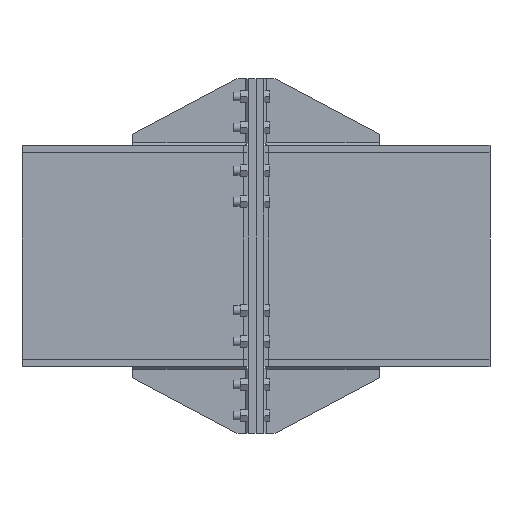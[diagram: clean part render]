
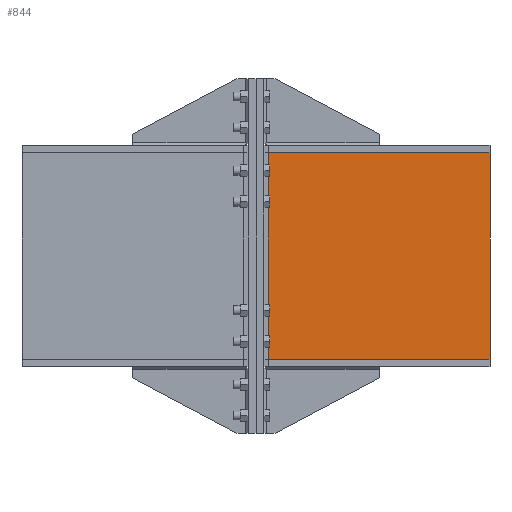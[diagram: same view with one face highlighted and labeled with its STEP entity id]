
A CAD part, left-side view. The second image highlights one B-rep face of the part: STEP entity #844.
In plain terms, the highlighted planar face has unit normal (-1, 0, 0).
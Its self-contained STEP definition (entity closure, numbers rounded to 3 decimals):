
#32 = PLANE('',#33);
#33 = AXIS2_PLACEMENT_3D('',#34,#35,#36);
#34 = CARTESIAN_POINT('',(0.,0.,0.));
#35 = DIRECTION('',(0.,1.,0.));
#36 = DIRECTION('',(0.,-0.,1.));
#141 = VERTEX_POINT('',#142);
#142 = CARTESIAN_POINT('',(-5.1,0.,-232.8));
#156 = PLANE('',#157);
#157 = AXIS2_PLACEMENT_3D('',#158,#159,#160);
#158 = CARTESIAN_POINT('',(-90.,0.,-232.8));
#159 = DIRECTION('',(0.,0.,-1.));
#160 = DIRECTION('',(1.,0.,0.));
#168 = EDGE_CURVE('',#141,#169,#171,.T.);
#169 = VERTEX_POINT('',#170);
#170 = CARTESIAN_POINT('',(-5.1,0.,232.8));
#171 = SURFACE_CURVE('',#172,(#176,#183),.PCURVE_S1.);
#172 = LINE('',#173,#174);
#173 = CARTESIAN_POINT('',(-5.1,0.,-232.8));
#174 = VECTOR('',#175,1.);
#175 = DIRECTION('',(0.,0.,1.));
#176 = PCURVE('',#32,#177);
#177 = DEFINITIONAL_REPRESENTATION('',(#178),#182);
#178 = LINE('',#179,#180);
#179 = CARTESIAN_POINT('',(-232.8,-5.1));
#180 = VECTOR('',#181,1.);
#181 = DIRECTION('',(1.,0.));
#182 = ( GEOMETRIC_REPRESENTATION_CONTEXT(2) 
PARAMETRIC_REPRESENTATION_CONTEXT() REPRESENTATION_CONTEXT('2D SPACE',''
  ) );
#183 = PCURVE('',#184,#189);
#184 = PLANE('',#185);
#185 = AXIS2_PLACEMENT_3D('',#186,#187,#188);
#186 = CARTESIAN_POINT('',(-5.1,0.,-232.8));
#187 = DIRECTION('',(1.,0.,0.));
#188 = DIRECTION('',(0.,0.,1.));
#189 = DEFINITIONAL_REPRESENTATION('',(#190),#194);
#190 = LINE('',#191,#192);
#191 = CARTESIAN_POINT('',(0.,0.));
#192 = VECTOR('',#193,1.);
#193 = DIRECTION('',(1.,0.));
#194 = ( GEOMETRIC_REPRESENTATION_CONTEXT(2) 
PARAMETRIC_REPRESENTATION_CONTEXT() REPRESENTATION_CONTEXT('2D SPACE',''
  ) );
#212 = PLANE('',#213);
#213 = AXIS2_PLACEMENT_3D('',#214,#215,#216);
#214 = CARTESIAN_POINT('',(-5.1,0.,232.8));
#215 = DIRECTION('',(0.,-0.,1.));
#216 = DIRECTION('',(-1.,0.,0.));
#796 = VERTEX_POINT('',#797);
#797 = CARTESIAN_POINT('',(-5.1,500.,-232.8));
#823 = EDGE_CURVE('',#141,#796,#824,.T.);
#824 = SURFACE_CURVE('',#825,(#829,#836),.PCURVE_S1.);
#825 = LINE('',#826,#827);
#826 = CARTESIAN_POINT('',(-5.1,0.,-232.8));
#827 = VECTOR('',#828,1.);
#828 = DIRECTION('',(0.,1.,0.));
#829 = PCURVE('',#156,#830);
#830 = DEFINITIONAL_REPRESENTATION('',(#831),#835);
#831 = LINE('',#832,#833);
#832 = CARTESIAN_POINT('',(84.9,0.));
#833 = VECTOR('',#834,1.);
#834 = DIRECTION('',(0.,-1.));
#835 = ( GEOMETRIC_REPRESENTATION_CONTEXT(2) 
PARAMETRIC_REPRESENTATION_CONTEXT() REPRESENTATION_CONTEXT('2D SPACE',''
  ) );
#836 = PCURVE('',#184,#837);
#837 = DEFINITIONAL_REPRESENTATION('',(#838),#842);
#838 = LINE('',#839,#840);
#839 = CARTESIAN_POINT('',(0.,0.));
#840 = VECTOR('',#841,1.);
#841 = DIRECTION('',(0.,-1.));
#842 = ( GEOMETRIC_REPRESENTATION_CONTEXT(2) 
PARAMETRIC_REPRESENTATION_CONTEXT() REPRESENTATION_CONTEXT('2D SPACE',''
  ) );
#844 = ADVANCED_FACE('',(#845),#184,.F.);
#845 = FACE_BOUND('',#846,.F.);
#846 = EDGE_LOOP('',(#847,#848,#876,#897));
#847 = ORIENTED_EDGE('',*,*,#823,.T.);
#848 = ORIENTED_EDGE('',*,*,#849,.T.);
#849 = EDGE_CURVE('',#796,#850,#852,.T.);
#850 = VERTEX_POINT('',#851);
#851 = CARTESIAN_POINT('',(-5.1,500.,232.8));
#852 = SURFACE_CURVE('',#853,(#857,#864),.PCURVE_S1.);
#853 = LINE('',#854,#855);
#854 = CARTESIAN_POINT('',(-5.1,500.,-232.8));
#855 = VECTOR('',#856,1.);
#856 = DIRECTION('',(0.,0.,1.));
#857 = PCURVE('',#184,#858);
#858 = DEFINITIONAL_REPRESENTATION('',(#859),#863);
#859 = LINE('',#860,#861);
#860 = CARTESIAN_POINT('',(0.,-500.));
#861 = VECTOR('',#862,1.);
#862 = DIRECTION('',(1.,0.));
#863 = ( GEOMETRIC_REPRESENTATION_CONTEXT(2) 
PARAMETRIC_REPRESENTATION_CONTEXT() REPRESENTATION_CONTEXT('2D SPACE',''
  ) );
#864 = PCURVE('',#865,#870);
#865 = PLANE('',#866);
#866 = AXIS2_PLACEMENT_3D('',#867,#868,#869);
#867 = CARTESIAN_POINT('',(-5.1,510.2,-232.8));
#868 = DIRECTION('',(1.,0.,-0.));
#869 = DIRECTION('',(0.,-1.,0.));
#870 = DEFINITIONAL_REPRESENTATION('',(#871),#875);
#871 = LINE('',#872,#873);
#872 = CARTESIAN_POINT('',(10.2,0.));
#873 = VECTOR('',#874,1.);
#874 = DIRECTION('',(0.,-1.));
#875 = ( GEOMETRIC_REPRESENTATION_CONTEXT(2) 
PARAMETRIC_REPRESENTATION_CONTEXT() REPRESENTATION_CONTEXT('2D SPACE',''
  ) );
#876 = ORIENTED_EDGE('',*,*,#877,.F.);
#877 = EDGE_CURVE('',#169,#850,#878,.T.);
#878 = SURFACE_CURVE('',#879,(#883,#890),.PCURVE_S1.);
#879 = LINE('',#880,#881);
#880 = CARTESIAN_POINT('',(-5.1,0.,232.8));
#881 = VECTOR('',#882,1.);
#882 = DIRECTION('',(0.,1.,0.));
#883 = PCURVE('',#184,#884);
#884 = DEFINITIONAL_REPRESENTATION('',(#885),#889);
#885 = LINE('',#886,#887);
#886 = CARTESIAN_POINT('',(465.6,0.));
#887 = VECTOR('',#888,1.);
#888 = DIRECTION('',(0.,-1.));
#889 = ( GEOMETRIC_REPRESENTATION_CONTEXT(2) 
PARAMETRIC_REPRESENTATION_CONTEXT() REPRESENTATION_CONTEXT('2D SPACE',''
  ) );
#890 = PCURVE('',#212,#891);
#891 = DEFINITIONAL_REPRESENTATION('',(#892),#896);
#892 = LINE('',#893,#894);
#893 = CARTESIAN_POINT('',(0.,0.));
#894 = VECTOR('',#895,1.);
#895 = DIRECTION('',(0.,-1.));
#896 = ( GEOMETRIC_REPRESENTATION_CONTEXT(2) 
PARAMETRIC_REPRESENTATION_CONTEXT() REPRESENTATION_CONTEXT('2D SPACE',''
  ) );
#897 = ORIENTED_EDGE('',*,*,#168,.F.);
